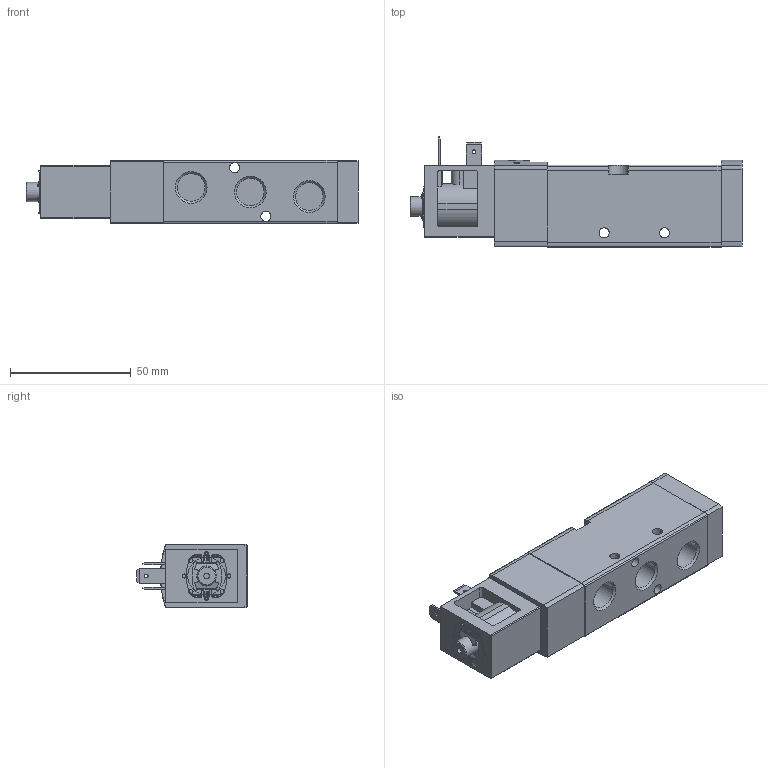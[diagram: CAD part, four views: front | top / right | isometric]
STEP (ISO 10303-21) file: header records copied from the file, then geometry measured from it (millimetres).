
FILE_DESCRIPTION( ( 'STEP AP214' ), '1' );
FILE_NAME( '8043218_VUVS-LK25-M52-AD-G14-1B2-S.stp', '2021-04-28T08:52:45', ( 'License CC BY-ND 4.0' ), ( 'CADENAS' ), ' ', 'PARTsolutions', ' ' );
FILE_SCHEMA( ( 'AUTOMOTIVE_DESIGN { 1 0 10303 214 1 1 1 1 }' ) );
Length unit declared in the file: millimetre
Products named in the file (4): 8043218 VUVS-LK25-M52-AD-G14-1B2-S; _8043218 VUVS-LK25-M52-D-G14-1B2_p---(-_0_0); _3739542 VACF-LK25; _8089671 VACX---(clip)
Assembly tree (3 placements, depth 2):
  8043218 VUVS-LK25-M52-AD-G14-1B2-S
    _8043218 VUVS-LK25-M52-D-G14-1B2_p---(-_0_0)
    _3739542 VACF-LK25
    _8089671 VACX---(clip)
Bounding box: 137.75 x 45.9 x 26.5 mm (x, y, z)
Volume: 100620.7 mm3; surface area: 25717.3 mm2
Topology: 3 solids, 3 shells, 377 faces, 961 edges, 632 vertices
Faces by surface type: plane 190, cylinder 161, torus 19, cone 7
Full cylindrical faces by diameter (mm): 1.65 x3, 1.75 x16, 2.4 x3, 2.459 x1, 2.6 x2, 3.3 x1, 4.2 x4, 4.3 x1, 7.4 x1, 8 x2, 8.15 x1, 10 x1, 11.445 x5, 15.6 x2
Entity records: 14411 total; most frequent: CARTESIAN_POINT 2222, DIRECTION 1961, ORIENTED_EDGE 1766, EDGE_CURVE 883, AXIS2_PLACEMENT_3D 744, VERTEX_POINT 623, EDGE_LOOP 508, LINE 473
